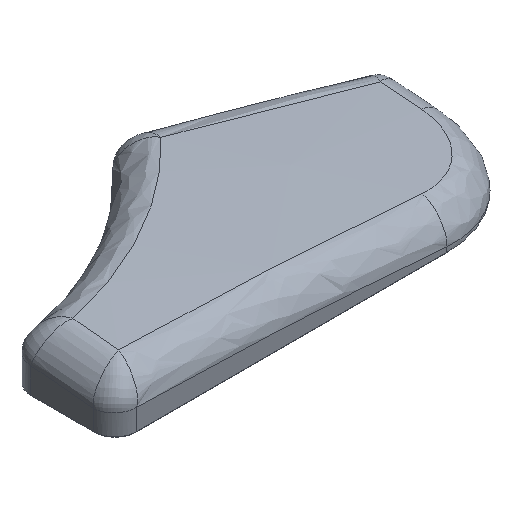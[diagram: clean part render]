
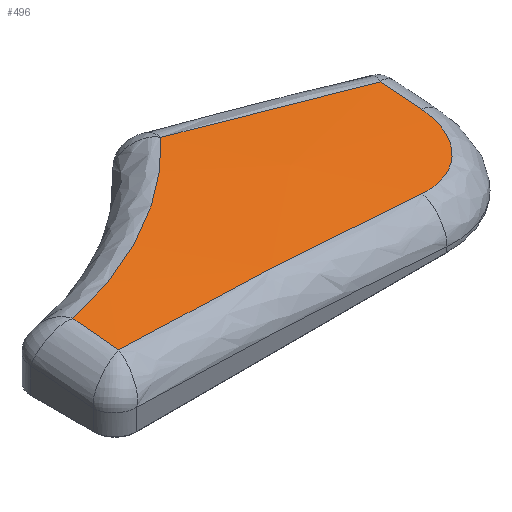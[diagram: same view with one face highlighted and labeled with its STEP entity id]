
A CAD part, isometric view. The second image highlights one B-rep face of the part: STEP entity #496.
In plain terms, the highlighted spherical face has radius 425 mm.
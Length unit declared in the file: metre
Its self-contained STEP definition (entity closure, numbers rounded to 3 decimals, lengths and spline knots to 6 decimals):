
#123=ORIENTED_EDGE('',*,*,#267,.F.);
#124=ORIENTED_EDGE('',*,*,#268,.F.);
#125=ORIENTED_EDGE('',*,*,#269,.F.);
#126=ORIENTED_EDGE('',*,*,#270,.F.);
#127=ORIENTED_EDGE('',*,*,#271,.F.);
#128=ORIENTED_EDGE('',*,*,#272,.F.);
#267=EDGE_CURVE('',#339,#340,#381,.T.);
#268=EDGE_CURVE('',#341,#339,#382,.T.);
#269=EDGE_CURVE('',#342,#341,#383,.T.);
#270=EDGE_CURVE('',#343,#342,#384,.T.);
#271=EDGE_CURVE('',#344,#343,#385,.T.);
#272=EDGE_CURVE('',#340,#344,#386,.T.);
#339=VERTEX_POINT('',#721);
#340=VERTEX_POINT('',#722);
#341=VERTEX_POINT('',#727);
#342=VERTEX_POINT('',#735);
#343=VERTEX_POINT('',#740);
#344=VERTEX_POINT('',#745);
#381=B_SPLINE_CURVE_WITH_KNOTS('',3,(#717,#718,#719,#720),.UNSPECIFIED.,
 .F.,.F.,(4,4),(0.15174,0.876402),.UNSPECIFIED.);
#382=B_SPLINE_CURVE_WITH_KNOTS('',3,(#723,#724,#725,#726),.UNSPECIFIED.,
 .F.,.F.,(4,4),(0.,0.969469),.UNSPECIFIED.);
#383=B_SPLINE_CURVE_WITH_KNOTS('',3,(#728,#729,#730,#731,#732,#733,#734),
 .UNSPECIFIED.,.F.,.F.,(4,1,1,1,4),(0.,0.25,0.5,0.75,1.),.UNSPECIFIED.);
#384=B_SPLINE_CURVE_WITH_KNOTS('',3,(#736,#737,#738,#739),.UNSPECIFIED.,
 .F.,.F.,(4,4),(0.153645,1.),.UNSPECIFIED.);
#385=B_SPLINE_CURVE_WITH_KNOTS('',3,(#741,#742,#743,#744),.UNSPECIFIED.,
 .F.,.F.,(4,4),(0.027819,0.95971),.UNSPECIFIED.);
#386=B_SPLINE_CURVE_WITH_KNOTS('',3,(#746,#747,#748,#749,#750,#751,#752),
 .UNSPECIFIED.,.F.,.F.,(4,1,1,1,4),(0.031695,0.268048,
0.504402,0.740755,0.977109),.UNSPECIFIED.);
#407=EDGE_LOOP('',(#123,#124,#125,#126,#127,#128));
#451=FACE_BOUND('',#407,.T.);
#495=SPHERICAL_SURFACE('',#547,0.425);
#496=ADVANCED_FACE('',(#451),#495,.T.);
#547=AXIS2_PLACEMENT_3D('',#716,#595,#596);
#595=DIRECTION('',(-1.,0.,0.));
#596=DIRECTION('',(0.,0.,1.));
#716=CARTESIAN_POINT('',(0.038143,-0.00334,-0.388154));
#717=CARTESIAN_POINT('',(0.046076,-0.044712,0.034753));
#718=CARTESIAN_POINT('',(0.046076,-0.043237,0.034898));
#719=CARTESIAN_POINT('',(0.046076,-0.041761,0.035034));
#720=CARTESIAN_POINT('',(0.046076,-0.040285,0.035163));
#721=CARTESIAN_POINT('',(0.046076,-0.044712,0.034753));
#722=CARTESIAN_POINT('',(0.046076,-0.040285,0.035163));
#723=CARTESIAN_POINT('',(0.075363,-0.044712,0.033187));
#724=CARTESIAN_POINT('',(0.065652,-0.044712,0.034045));
#725=CARTESIAN_POINT('',(0.055882,-0.044712,0.034569));
#726=CARTESIAN_POINT('',(0.046076,-0.044712,0.034753));
#727=CARTESIAN_POINT('',(0.075363,-0.044712,0.033187));
#728=CARTESIAN_POINT('',(0.082493,-0.037582,0.033137));
#729=CARTESIAN_POINT('',(0.082493,-0.038527,0.03306));
#730=CARTESIAN_POINT('',(0.082119,-0.040382,0.032942));
#731=CARTESIAN_POINT('',(0.080535,-0.042758,0.032889));
#732=CARTESIAN_POINT('',(0.078154,-0.044342,0.03297));
#733=CARTESIAN_POINT('',(0.076305,-0.044712,0.033104));
#734=CARTESIAN_POINT('',(0.075363,-0.044712,0.033187));
#735=CARTESIAN_POINT('',(0.082493,-0.037582,0.033137));
#736=CARTESIAN_POINT('',(0.082493,-0.033596,0.033442));
#737=CARTESIAN_POINT('',(0.082493,-0.034925,0.033346));
#738=CARTESIAN_POINT('',(0.082493,-0.036254,0.033245));
#739=CARTESIAN_POINT('',(0.082493,-0.037582,0.033137));
#740=CARTESIAN_POINT('',(0.082493,-0.033596,0.033442));
#741=CARTESIAN_POINT('',(0.065511,-0.029362,0.035165));
#742=CARTESIAN_POINT('',(0.071406,-0.030832,0.034694));
#743=CARTESIAN_POINT('',(0.077068,-0.032243,0.034109));
#744=CARTESIAN_POINT('',(0.082493,-0.033596,0.033442));
#745=CARTESIAN_POINT('',(0.065511,-0.029362,0.035165));
#746=CARTESIAN_POINT('',(0.046076,-0.040285,0.035163));
#747=CARTESIAN_POINT('',(0.047932,-0.039885,0.035163));
#748=CARTESIAN_POINT('',(0.051541,-0.038821,0.035163));
#749=CARTESIAN_POINT('',(0.056708,-0.036399,0.035164));
#750=CARTESIAN_POINT('',(0.061425,-0.033265,0.035164));
#751=CARTESIAN_POINT('',(0.064206,-0.030737,0.035165));
#752=CARTESIAN_POINT('',(0.065511,-0.029362,0.035165));
